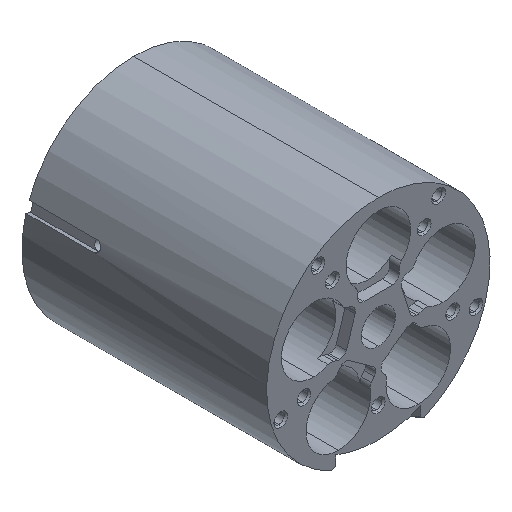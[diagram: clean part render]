
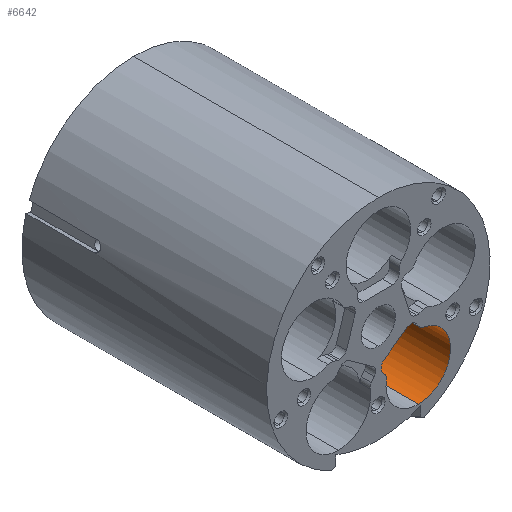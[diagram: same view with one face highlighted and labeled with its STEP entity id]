
A CAD part, isometric view. The second image highlights one B-rep face of the part: STEP entity #6642.
In plain terms, the highlighted cylindrical face has radius 9.5 mm (diameter 19 mm), a partial arc.
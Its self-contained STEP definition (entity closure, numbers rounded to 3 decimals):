
#97 = AXIS2_PLACEMENT_3D ( 'NONE', #6531, #3292, #5941 ) ;
#385 = DIRECTION ( 'NONE',  ( 0., 1., 0. ) ) ;
#493 = CARTESIAN_POINT ( 'NONE',  ( 13.321, 3., -6.81 ) ) ;
#681 = VECTOR ( 'NONE', #3974, 1000. ) ;
#767 = DIRECTION ( 'NONE',  ( 0., -1., 0. ) ) ;
#1056 = ORIENTED_EDGE ( 'NONE', *, *, #1495, .T. ) ;
#1065 = CARTESIAN_POINT ( 'NONE',  ( 11.756, 0., -25.68 ) ) ;
#1131 = DIRECTION ( 'NONE',  ( 0., -1., 0. ) ) ;
#1200 = DIRECTION ( 'NONE',  ( 0., -1., 0. ) ) ;
#1231 = EDGE_CURVE ( 'NONE', #5596, #5004, #5525, .T. ) ;
#1236 = CARTESIAN_POINT ( 'NONE',  ( 11.756, 69., -6.68 ) ) ;
#1288 = DIRECTION ( 'NONE',  ( 0., -1., 0. ) ) ;
#1351 = CARTESIAN_POINT ( 'NONE',  ( 13.321, 69., -6.81 ) ) ;
#1495 = EDGE_CURVE ( 'NONE', #5764, #6497, #2758, .T. ) ;
#1619 = ORIENTED_EDGE ( 'NONE', *, *, #2966, .T. ) ;
#1649 = CARTESIAN_POINT ( 'NONE',  ( 11.756, 72., -6.68 ) ) ;
#1823 = CARTESIAN_POINT ( 'NONE',  ( 13.321, 0., -6.81 ) ) ;
#2381 = LINE ( 'NONE', #4504, #2440 ) ;
#2403 = VERTEX_POINT ( 'NONE', #2952 ) ;
#2440 = VECTOR ( 'NONE', #385, 1000. ) ;
#2461 = CARTESIAN_POINT ( 'NONE',  ( 11.756, 72., -25.68 ) ) ;
#2557 = CIRCLE ( 'NONE', #4001, 9.5 ) ;
#2627 = CARTESIAN_POINT ( 'NONE',  ( 11.756, 72., -16.18 ) ) ;
#2741 = EDGE_CURVE ( 'NONE', #5213, #5764, #2381, .T. ) ;
#2752 = ORIENTED_EDGE ( 'NONE', *, *, #3535, .F. ) ;
#2758 = CIRCLE ( 'NONE', #97, 9.5 ) ;
#2781 = FACE_OUTER_BOUND ( 'NONE', #3438, .T. ) ;
#2827 = DIRECTION ( 'NONE',  ( 0., 1., 0. ) ) ;
#2844 = ORIENTED_EDGE ( 'NONE', *, *, #5161, .F. ) ;
#2952 = CARTESIAN_POINT ( 'NONE',  ( 13.321, 72., -6.81 ) ) ;
#2966 = EDGE_CURVE ( 'NONE', #2403, #5596, #2557, .T. ) ;
#3020 = CARTESIAN_POINT ( 'NONE',  ( 11.756, 72., -25.68 ) ) ;
#3292 = DIRECTION ( 'NONE',  ( 0., -1., 0. ) ) ;
#3342 = VECTOR ( 'NONE', #1131, 1000. ) ;
#3438 = EDGE_LOOP ( 'NONE', ( #6571, #2752, #5989, #1619, #4029, #2844, #4741, #1056 ) ) ;
#3447 = AXIS2_PLACEMENT_3D ( 'NONE', #3836, #2827, #6515 ) ;
#3535 = EDGE_CURVE ( 'NONE', #4473, #4765, #4237, .T. ) ;
#3754 = VECTOR ( 'NONE', #767, 1000. ) ;
#3836 = CARTESIAN_POINT ( 'NONE',  ( 11.756, 0., -16.18 ) ) ;
#3974 = DIRECTION ( 'NONE',  ( 0., 1., 0. ) ) ;
#4001 = AXIS2_PLACEMENT_3D ( 'NONE', #2627, #4789, #4235 ) ;
#4029 = ORIENTED_EDGE ( 'NONE', *, *, #1231, .T. ) ;
#4235 = DIRECTION ( 'NONE',  ( 0., 0., 1. ) ) ;
#4237 = CIRCLE ( 'NONE', #6240, 9.5 ) ;
#4289 = LINE ( 'NONE', #1649, #3342 ) ;
#4455 = CIRCLE ( 'NONE', #3447, 9.5 ) ;
#4473 = VERTEX_POINT ( 'NONE', #1351 ) ;
#4504 = CARTESIAN_POINT ( 'NONE',  ( 13.321, 72., -6.81 ) ) ;
#4741 = ORIENTED_EDGE ( 'NONE', *, *, #2741, .T. ) ;
#4765 = VERTEX_POINT ( 'NONE', #1236 ) ;
#4785 = EDGE_CURVE ( 'NONE', #4473, #2403, #6519, .T. ) ;
#4789 = DIRECTION ( 'NONE',  ( 0., 1., 0. ) ) ;
#5004 = VERTEX_POINT ( 'NONE', #1065 ) ;
#5078 = EDGE_CURVE ( 'NONE', #4765, #6497, #4289, .T. ) ;
#5161 = EDGE_CURVE ( 'NONE', #5213, #5004, #4455, .T. ) ;
#5213 = VERTEX_POINT ( 'NONE', #1823 ) ;
#5437 = DIRECTION ( 'NONE',  ( 0., 0., 1. ) ) ;
#5464 = CYLINDRICAL_SURFACE ( 'NONE', #6375, 9.5 ) ;
#5524 = DIRECTION ( 'NONE',  ( 0., 0., -1. ) ) ;
#5525 = LINE ( 'NONE', #2461, #3754 ) ;
#5596 = VERTEX_POINT ( 'NONE', #3020 ) ;
#5764 = VERTEX_POINT ( 'NONE', #493 ) ;
#5844 = CARTESIAN_POINT ( 'NONE',  ( 11.756, 3., -6.68 ) ) ;
#5941 = DIRECTION ( 'NONE',  ( 0., 0., 1. ) ) ;
#5989 = ORIENTED_EDGE ( 'NONE', *, *, #4785, .T. ) ;
#5998 = CARTESIAN_POINT ( 'NONE',  ( 13.321, 72., -6.81 ) ) ;
#6020 = CARTESIAN_POINT ( 'NONE',  ( 11.756, 72., -16.18 ) ) ;
#6240 = AXIS2_PLACEMENT_3D ( 'NONE', #6418, #1200, #5437 ) ;
#6375 = AXIS2_PLACEMENT_3D ( 'NONE', #6020, #1288, #5524 ) ;
#6418 = CARTESIAN_POINT ( 'NONE',  ( 11.756, 69., -16.18 ) ) ;
#6497 = VERTEX_POINT ( 'NONE', #5844 ) ;
#6515 = DIRECTION ( 'NONE',  ( 0., 0., 1. ) ) ;
#6519 = LINE ( 'NONE', #5998, #681 ) ;
#6531 = CARTESIAN_POINT ( 'NONE',  ( 11.756, 3., -16.18 ) ) ;
#6571 = ORIENTED_EDGE ( 'NONE', *, *, #5078, .F. ) ;
#6642 = ADVANCED_FACE ( 'NONE', ( #2781 ), #5464, .F. ) ;
